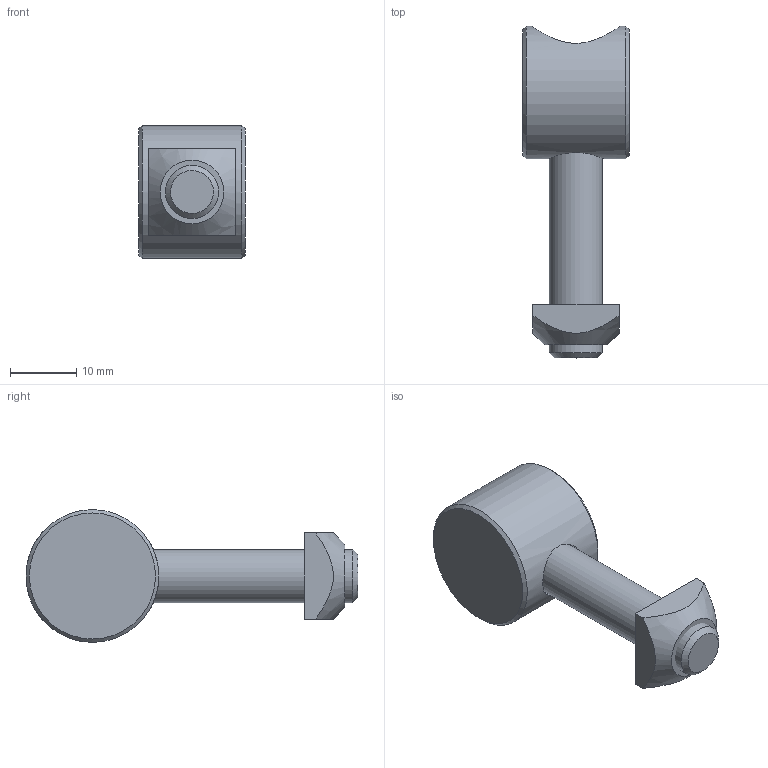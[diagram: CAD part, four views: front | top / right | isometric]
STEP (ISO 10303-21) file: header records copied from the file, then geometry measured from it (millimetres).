
FILE_DESCRIPTION(/* description */ ('Śruba z wałkiem D=20 M8x40 45-8'),/* implementation_level */ '2;1');
FILE_NAME(/* name */ '312020.iam.stp',/* time_stamp */ '2022-08-10T12:39:27+02:00',/* author */ ('aluteckkpl_am'),/* organization */ (''),/* preprocessor_version */ 'ST-DEVELOPER v18.1',/* originating_system */ 'Autodesk Inventor 2021',/* authorisation */ '');
FILE_SCHEMA (('CONFIG_CONTROL_DESIGN'));
Length unit declared in the file: millimetre
Products named in the file (2): 312020; 312020_1
Assembly tree (1 placements, depth 2):
  312020
    312020_1
Bounding box: 16 x 50 x 20 mm (x, y, z)
Volume: 6351.4 mm3; surface area: 4223.3 mm2
Topology: 3 solids, 3 shells, 31 faces, 79 edges, 55 vertices
Faces by surface type: plane 18, cylinder 6, cone 5, torus 2
Full cylindrical faces by diameter (mm): 6.647 x1, 8 x1, 8.4 x1, 13 x1, 13.5 x1, 20 x1
Entity records: 1106 total; most frequent: CARTESIAN_POINT 261, DIRECTION 158, ORIENTED_EDGE 156, EDGE_CURVE 78, AXIS2_PLACEMENT_3D 63, VERTEX_POINT 55, EDGE_LOOP 37, LINE 32
